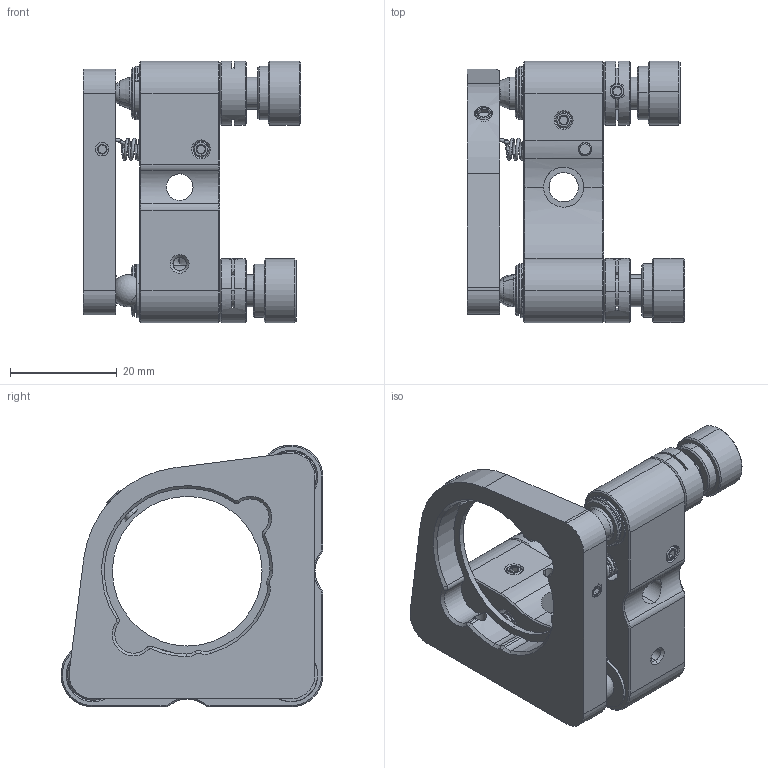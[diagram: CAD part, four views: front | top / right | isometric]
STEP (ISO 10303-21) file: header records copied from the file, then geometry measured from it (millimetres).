
FILE_DESCRIPTION (( 'STEP AP203' ), '1' );
FILE_NAME ('1.1.1.19，ZJB-30-2，光学调整架前面板，用于φ30mm光学元件，两轴，A.STEP', '2022-09-09T00:20:12', ( '' ), ( '' ), 'SwSTEP 2.0', 'SolidWorks 2021', '' );
FILE_SCHEMA (( 'CONFIG_CONTROL_DESIGN' ));
Length unit declared in the file: millimetre
Products named in the file (19): 1.1.1.8.1，光学调整架前面板，用于φ30mm光学元件，A; DXS-0625梓袧倰鞠褒覃誹ん _3.2.2.17.1-DXS-0625-31.6; 31.1.6，TL-φ5x17-0.8，2，φ5x17-0.8，双向拉簧，A; DXG，带台阶螺纹旋钮_3.2.10.4-DXG-M0625-1208; 36.1，440c不锈钢滚珠_36.1.8_GZ-B6; 30.5.1-14，LPJ3，M3不锈钢平头紧定螺丝_30.5.6-LPJ3*10; 1.1.1.19，ZJB-30-2，光学调整架前面板，用于φ30mm光学元件，两轴，A; 1.1.1.2.2，光学调整架后面板，用于φ1英寸光学元件，M4螺孔，Rev.A; 32.7.1，KC-8，C型卡环，装配尺寸8mm，厚度0.75，A; 36.1，440c不锈钢滚珠_36.1.6_GZ-B4; 32.5.1-6，蓝宝石垫片，A_32.5.3-QL-φ4x0.6; DXR挠性锁紧细牙螺母，零部件_3.2.3.17.1-DXR-CK0625-21.6; QB啞詩菜え_32.4.2-QB-耳5.0x1; 30.5.1-14，LPJ3，M3不锈钢平头紧定螺丝_30.5.5-LPJ3*8; DXS-0625梓袧倰牉挴蹟佪_3.2.2.17-DXS-0625-31.6; 30.8.8-14，M4尼龙头顶丝，A_30.8.8-LNJ4*4; 1.1.1.13.1，光学调整架转换件，用于φ1英寸光学元件，Rev.A; 30.5.1-14，LPJ3，M3不锈钢平头紧定螺丝_30.5.1-LPJ3*3; DXR 挠性锁紧细牙螺母_3.2.3.17_DXR-CK0625-21.6
Assembly tree (27 placements, depth 3):
  1.1.1.19，ZJB-30-2，光学调整架前面板，用于φ30mm光学元件，两轴，A
    1.1.1.2.2，光学调整架后面板，用于φ1英寸光学元件，M4螺孔，Rev.A
    1.1.1.8.1，光学调整架前面板，用于φ30mm光学元件，A
    DXR 挠性锁紧细牙螺母_3.2.3.17_DXR-CK0625-21.6  x2
      DXR挠性锁紧细牙螺母，零部件_3.2.3.17.1-DXR-CK0625-21.6
      30.5.1-14，LPJ3，M3不锈钢平头紧定螺丝_30.5.1-LPJ3*3
      32.7.1，KC-8，C型卡环，装配尺寸8mm，厚度0.75，A
    1.1.1.13.1，光学调整架转换件，用于φ1英寸光学元件，Rev.A
    DXS-0625梓袧倰牉挴蹟佪_3.2.2.17-DXS-0625-31.6  x2
      DXS-0625梓袧倰鞠褒覃誹ん _3.2.2.17.1-DXS-0625-31.6
      36.1，440c不锈钢滚珠_36.1.6_GZ-B4
    36.1，440c不锈钢滚珠_36.1.8_GZ-B6
    DXG，带台阶螺纹旋钮_3.2.10.4-DXG-M0625-1208  x2
    QB啞詩菜え_32.4.2-QB-耳5.0x1
    30.8.8-14，M4尼龙头顶丝，A_30.8.8-LNJ4*4
    32.5.1-6，蓝宝石垫片，A_32.5.3-QL-φ4x0.6  x2
    30.5.1-14，LPJ3，M3不锈钢平头紧定螺丝_30.5.6-LPJ3*10  x2
    30.5.1-14，LPJ3，M3不锈钢平头紧定螺丝_30.5.5-LPJ3*8  x2
    31.1.6，TL-φ5x17-0.8，2，φ5x17-0.8，双向拉簧，A  x2
    30.5.1-14，LPJ3，M3不锈钢平头紧定螺丝_30.5.1-LPJ3*3  x2
Bounding box: 40.6 x 49 x 49 mm (x, y, z)
Volume: 22427.2 mm3; surface area: 18370.2 mm2
Topology: 28 solids, 28 shells, 690 faces, 1607 edges, 962 vertices
Faces by surface type: cylinder 234, cone 203, plane 191, sphere 22, torus 20, bspline 20
Entity records: 30843 total; most frequent: CARTESIAN_POINT 17906, DIRECTION 2357, ORIENTED_EDGE 2138, EDGE_CURVE 1069, AXIS2_PLACEMENT_3D 946, VERTEX_POINT 655, EDGE_LOOP 518, VECTOR 465
